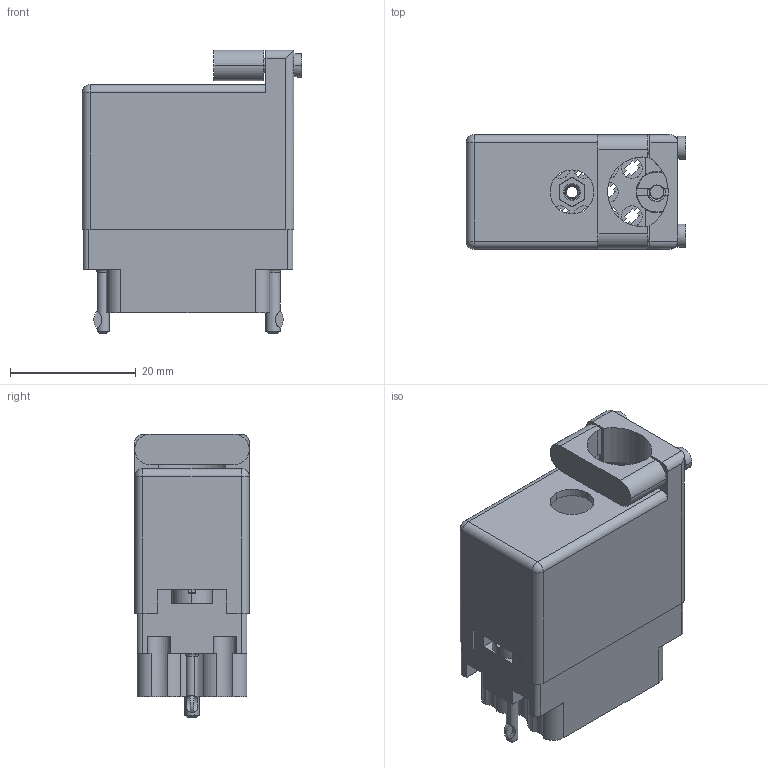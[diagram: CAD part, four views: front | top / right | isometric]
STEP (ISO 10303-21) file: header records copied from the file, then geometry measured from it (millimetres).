
FILE_DESCRIPTION (( 'STEP AP203' ), '1' );
FILE_NAME ('519-014-000-362.STEP', '2020-03-11T15:51:49', ( '' ), ( '' ), 'SwSTEP 2.0', 'SolidWorks 2016', '' );
FILE_SCHEMA (( 'CONFIG_CONTROL_DESIGN' ));
Length unit declared in the file: inch
Products named in the file (7): 516-252-025-100_516-252-025-100; 516-230-001_Metal - 020 Top Entry; 516-222-020-102_015; 519-014-000-362; 519 Plug Insulator_014; 516-222-020-102_014; 516-252-021-102_014
Assembly tree (7 placements, depth 2):
  519-014-000-362
    519 Plug Insulator_014
    516-252-025-100_516-252-025-100
    516-252-021-102_014  x2
    516-222-020-102_014
    516-222-020-102_015
    516-230-001_Metal - 020 Top Entry
Bounding box: 34.92 x 18.16 x 45.03 mm (x, y, z)
Volume: 9235.4 mm3; surface area: 13065.2 mm2
Topology: 7 solids, 7 shells, 805 faces, 2261 edges, 1482 vertices
Faces by surface type: plane 415, cylinder 296, cone 49, bspline 39, torus 4, sphere 2
Entity records: 32563 total; most frequent: CARTESIAN_POINT 11868, ORIENTED_EDGE 4338, DIRECTION 4039, EDGE_CURVE 2169, VERTEX_POINT 1422, AXIS2_PLACEMENT_3D 1358, LINE 1323, VECTOR 1323
